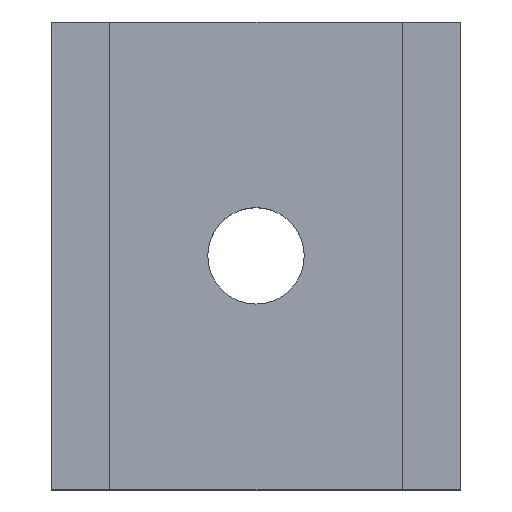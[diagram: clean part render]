
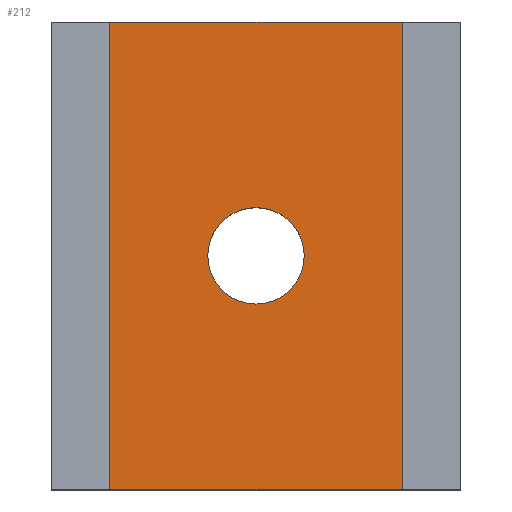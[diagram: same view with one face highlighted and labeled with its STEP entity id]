
A CAD part, top view. The second image highlights one B-rep face of the part: STEP entity #212.
In plain terms, the highlighted planar face has unit normal (0, 0, 1).
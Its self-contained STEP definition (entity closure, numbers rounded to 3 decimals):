
#130=EDGE_CURVE('',#220,#150,#300,.T.);
#150=VERTEX_POINT('',#321);
#164=EDGE_CURVE('',#194,#224,#336,.T.);
#172=EDGE_CURVE('',#194,#196,#345,.T.);
#192=EDGE_CURVE('',#246,#196,#367,.T.);
#194=VERTEX_POINT('',#369);
#196=VERTEX_POINT('',#371);
#212=ADVANCED_FACE('',(#389,#390),#391,.T.);
#220=VERTEX_POINT('',#402);
#224=VERTEX_POINT('',#406);
#226=EDGE_CURVE('',#224,#246,#408,.T.);
#242=EDGE_CURVE('',#150,#220,#427,.T.);
#246=VERTEX_POINT('',#432);
#300=CIRCLE('',#492,3.3);
#321=CARTESIAN_POINT('',(-3.3,0.0,5.5));
#336=LINE('',#543,#544);
#345=LINE('',#556,#557);
#367=LINE('',#588,#589);
#369=CARTESIAN_POINT('',(10.0,16.0,5.5));
#371=CARTESIAN_POINT('',(10.0,-16.0,5.5));
#389=FACE_BOUND('',#619,.T.);
#390=FACE_OUTER_BOUND('',#620,.T.);
#391=PLANE('',#621);
#402=CARTESIAN_POINT('',(3.3,0.,5.5));
#406=CARTESIAN_POINT('',(-10.0,16.0,5.5));
#408=LINE('',#641,#642);
#427=CIRCLE('',#663,3.3);
#432=CARTESIAN_POINT('',(-10.0,-16.0,5.5));
#492=AXIS2_PLACEMENT_3D('',#706,#707,#708);
#543=CARTESIAN_POINT('',(10.0,16.0,5.5));
#544=VECTOR('',#737,1.0);
#556=CARTESIAN_POINT('',(10.0,16.0,5.5));
#557=VECTOR('',#747,1.0);
#588=CARTESIAN_POINT('',(10.0,-16.0,5.5));
#589=VECTOR('',#773,1.0);
#619=EDGE_LOOP('',(#787,#788));
#620=EDGE_LOOP('',(#789,#790,#791,#792));
#621=AXIS2_PLACEMENT_3D('',#793,#794,#795);
#641=CARTESIAN_POINT('',(-10.0,16.0,5.5));
#642=VECTOR('',#825,1.0);
#663=AXIS2_PLACEMENT_3D('',#847,#848,#849);
#706=CARTESIAN_POINT('',(0.,0.0,5.5));
#707=DIRECTION('',(0.0,0.0,-1.0));
#708=DIRECTION('',(1.0,0.0,0.0));
#737=DIRECTION('',(-1.0,0.0,0.0));
#747=DIRECTION('',(0.0,-1.0,0.0));
#773=DIRECTION('',(1.0,0.0,0.0));
#787=ORIENTED_EDGE('',*,*,#242,.T.);
#788=ORIENTED_EDGE('',*,*,#130,.T.);
#789=ORIENTED_EDGE('',*,*,#192,.T.);
#790=ORIENTED_EDGE('',*,*,#172,.F.);
#791=ORIENTED_EDGE('',*,*,#164,.T.);
#792=ORIENTED_EDGE('',*,*,#226,.T.);
#793=CARTESIAN_POINT('',(-10.0,16.0,5.5));
#794=DIRECTION('',(0.0,0.0,1.0));
#795=DIRECTION('',(0.0,-1.0,0.0));
#825=DIRECTION('',(0.0,-1.0,0.0));
#847=CARTESIAN_POINT('',(0.,0.0,5.5));
#848=DIRECTION('',(0.0,0.0,-1.0));
#849=DIRECTION('',(1.0,0.0,0.0));
